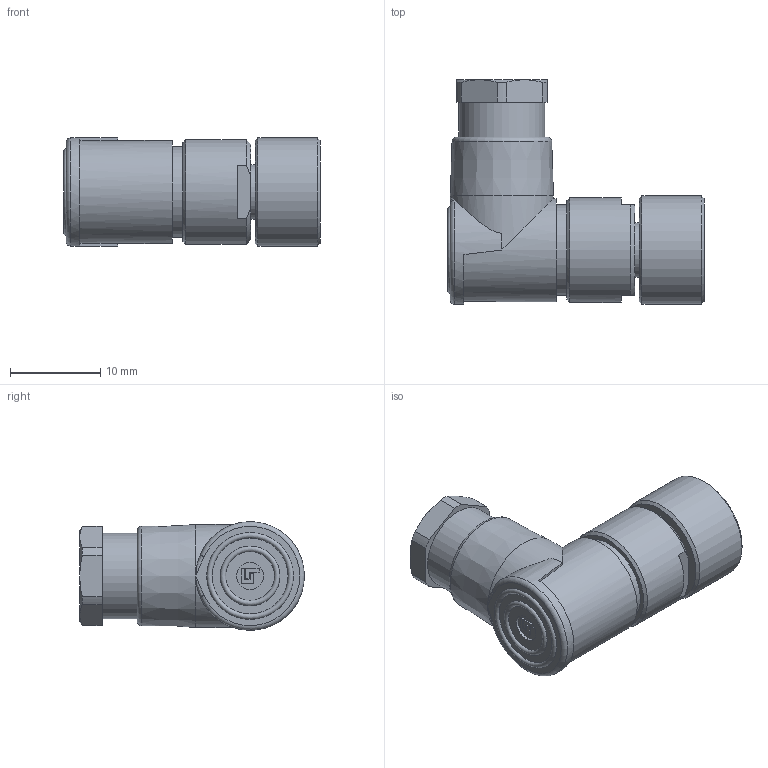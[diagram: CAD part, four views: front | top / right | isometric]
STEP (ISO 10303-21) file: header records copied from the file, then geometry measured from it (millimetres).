
FILE_DESCRIPTION(/* description */ (''),/* implementation_level */ '2;1');
FILE_NAME(/* name */ '99-3402-00-03_bg.stp',/* time_stamp */ '2010-10-06T11:35:10+02:00',/* author */ (''),/* organization */ (''),/* preprocessor_version */ 'ST-DEVELOPER v11',/* originating_system */ 'UGS - NX 5.0',/* authorisation */ '');
FILE_SCHEMA (('CONFIG_CONTROL_DESIGN'));
Length unit declared in the file: millimetre
Products named in the file (1): kborEF44uzi8
Bounding box: 28.4 x 24.85 x 12 mm (x, y, z)
Volume: 4054 mm3; surface area: 2177.7 mm2
Topology: 1 solids, 1 shells, 124 faces, 295 edges, 191 vertices
Faces by surface type: plane 64, cylinder 21, cone 21, bspline 8, extrusion 6, torus 4
Full cylindrical faces by diameter (mm): 1.1 x3, 3 x1, 5.65 x1, 6 x1, 6.917 x1, 8.1 x1, 9.5 x1, 10 x1, 11.4 x2, 11.6 x1, 12 x1
Entity records: 3688 total; most frequent: CARTESIAN_POINT 1001, DIRECTION 528, ORIENTED_EDGE 490, EDGE_CURVE 245, AXIS2_PLACEMENT_3D 218, VERTEX_POINT 175, EDGE_LOOP 173, ADVANCED_FACE 124
